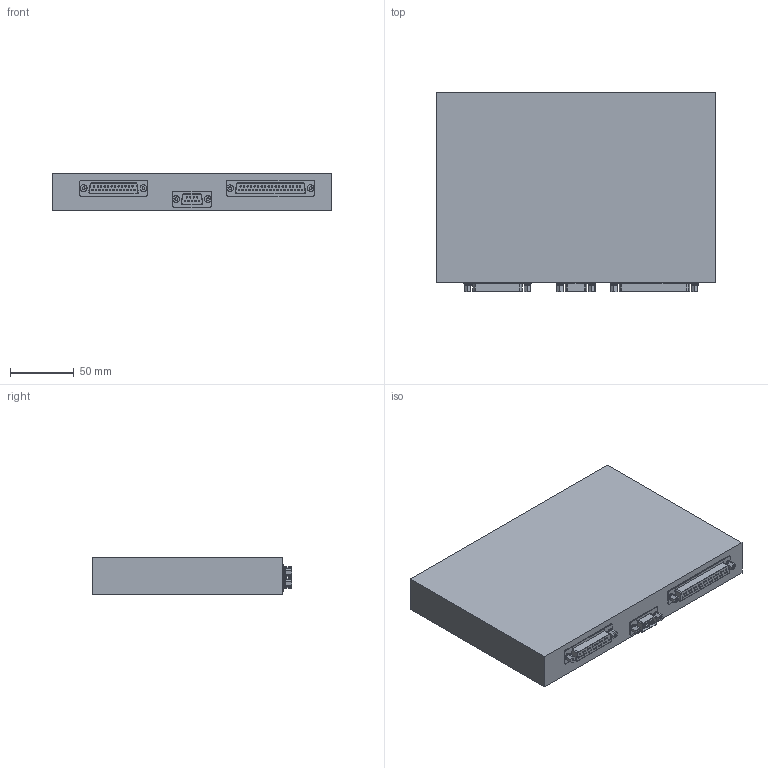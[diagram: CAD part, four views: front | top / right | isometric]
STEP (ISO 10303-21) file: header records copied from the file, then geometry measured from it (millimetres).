
FILE_DESCRIPTION(/* description */ ('Unknown'),/* implementation_level */ '2;1');
FILE_NAME(/* name */ 'M199001',/* time_stamp */ '2020-05-06T15:51:14-04:00',/* author */ ('Unknown'),/* organization */ ('Unknown'),/* preprocessor_version */ 'ST-DEVELOPER v16.7',/* originating_system */ 'DEX',/* authorisation */ $);
FILE_SCHEMA (('CONFIG_CONTROL_DESIGN'));
Length unit declared in the file: millimetre
Products named in the file (9): M199001; MAIN BODY; D-TYPE25SD; D-TYPE37SC; P001-19; MS35338-134; NAS620C4; D-TYPE9PC
Assembly tree (13 placements, depth 3):
  M199001
    MAIN BODY
    D-TYPE25SD
    D-TYPE37SC
    P001-19  x6
      P001-19
      MS35338-134
      NAS620C4
    D-TYPE9PC
Bounding box: 219.7 x 156.84 x 29.2 mm (x, y, z)
Volume: 975670 mm3; surface area: 100033.7 mm2
Topology: 22 solids, 22 shells, 632 faces, 1260 edges, 844 vertices
Faces by surface type: plane 328, cylinder 260, torus 34, cone 10
Full cylindrical faces by diameter (mm): 1.14 x142, 2.156 x6, 2.382 x6, 2.4 x6, 2.459 x10, 2.95 x6, 3.05 x6, 5.309 x6
Entity records: 16017 total; most frequent: DIRECTION 2338, CARTESIAN_POINT 1956, ORIENTED_EDGE 1544, AXIS2_PLACEMENT_3D 1030, FACE_BOUND 920, EDGE_LOOP 910, EDGE_CURVE 772, VERTEX_POINT 648
